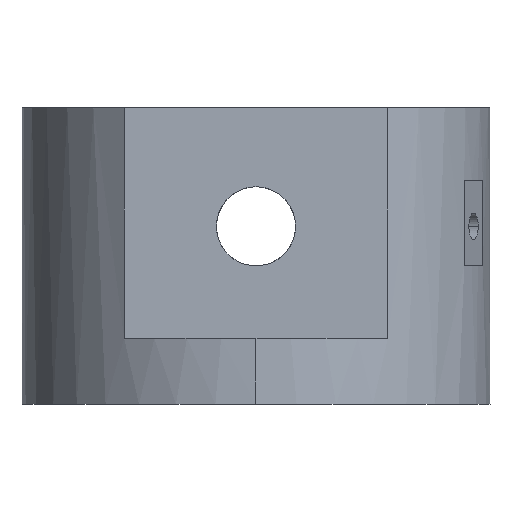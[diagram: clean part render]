
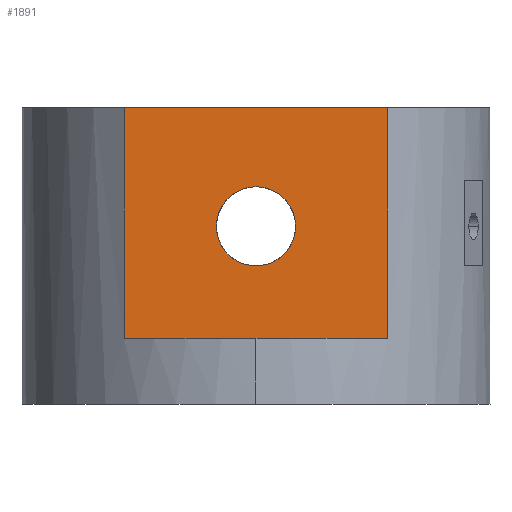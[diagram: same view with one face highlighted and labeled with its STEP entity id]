
A CAD part, left-side view. The second image highlights one B-rep face of the part: STEP entity #1891.
In plain terms, the highlighted planar face has unit normal (-1, 0, 0).
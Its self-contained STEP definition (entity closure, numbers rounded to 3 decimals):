
#21 = LINE ( 'NONE', #2026, #863 ) ;
#52 = CARTESIAN_POINT ( 'NONE',  ( -29.33, 20., 40. ) ) ;
#57 = ORIENTED_EDGE ( 'NONE', *, *, #760, .T. ) ;
#59 = LINE ( 'NONE', #1865, #2294 ) ;
#70 = EDGE_CURVE ( 'NONE', #1881, #1910, #2239, .T. ) ;
#111 = ORIENTED_EDGE ( 'NONE', *, *, #2015, .F. ) ;
#203 = CARTESIAN_POINT ( 'NONE',  ( -29.33, 20., 40. ) ) ;
#230 = DIRECTION ( 'NONE',  ( 0., -1., 0. ) ) ;
#234 = CARTESIAN_POINT ( 'NONE',  ( -29.33, -20., 40. ) ) ;
#309 = CARTESIAN_POINT ( 'NONE',  ( -29.33, 0., 22. ) ) ;
#505 = CARTESIAN_POINT ( 'NONE',  ( -29.33, 0., 16. ) ) ;
#536 = VERTEX_POINT ( 'NONE', #52 ) ;
#620 = VECTOR ( 'NONE', #2188, 1000. ) ;
#625 = DIRECTION ( 'NONE',  ( 0., 0., -1. ) ) ;
#654 = DIRECTION ( 'NONE',  ( -1., 0., 0. ) ) ;
#675 = CARTESIAN_POINT ( 'NONE',  ( -29.33, 0., 28. ) ) ;
#724 = EDGE_LOOP ( 'NONE', ( #111, #790 ) ) ;
#760 = EDGE_CURVE ( 'NONE', #1585, #1910, #59, .T. ) ;
#768 = CARTESIAN_POINT ( 'NONE',  ( -29.33, -20., 40. ) ) ;
#790 = ORIENTED_EDGE ( 'NONE', *, *, #1593, .F. ) ;
#798 = DIRECTION ( 'NONE',  ( 0., -1., 0. ) ) ;
#849 = CARTESIAN_POINT ( 'NONE',  ( -29.33, 0., 22. ) ) ;
#863 = VECTOR ( 'NONE', #230, 1000. ) ;
#985 = FACE_BOUND ( 'NONE', #724, .T. ) ;
#1045 = DIRECTION ( 'NONE',  ( -1., 0., 0. ) ) ;
#1108 = DIRECTION ( 'NONE',  ( 0., 0., -1. ) ) ;
#1118 = EDGE_LOOP ( 'NONE', ( #57, #2318, #2157, #1819 ) ) ;
#1132 = AXIS2_PLACEMENT_3D ( 'NONE', #309, #1045, #1266 ) ;
#1158 = CARTESIAN_POINT ( 'NONE',  ( -29.33, 0., 40. ) ) ;
#1197 = DIRECTION ( 'NONE',  ( 0., 0., 1. ) ) ;
#1218 = CARTESIAN_POINT ( 'NONE',  ( -29.33, -20., 5. ) ) ;
#1251 = AXIS2_PLACEMENT_3D ( 'NONE', #849, #654, #1197 ) ;
#1266 = DIRECTION ( 'NONE',  ( 0., 0., 1. ) ) ;
#1285 = VERTEX_POINT ( 'NONE', #505 ) ;
#1320 = EDGE_CURVE ( 'NONE', #536, #1585, #2226, .T. ) ;
#1401 = AXIS2_PLACEMENT_3D ( 'NONE', #1158, #1721, #625 ) ;
#1585 = VERTEX_POINT ( 'NONE', #2105 ) ;
#1593 = EDGE_CURVE ( 'NONE', #1285, #2232, #1823, .T. ) ;
#1715 = VECTOR ( 'NONE', #1108, 1000. ) ;
#1721 = DIRECTION ( 'NONE',  ( 1., 0., 0. ) ) ;
#1819 = ORIENTED_EDGE ( 'NONE', *, *, #1320, .T. ) ;
#1823 = CIRCLE ( 'NONE', #1251, 6. ) ;
#1865 = CARTESIAN_POINT ( 'NONE',  ( -29.33, 0., 5. ) ) ;
#1881 = VERTEX_POINT ( 'NONE', #234 ) ;
#1890 = PLANE ( 'NONE',  #1401 ) ;
#1891 = ADVANCED_FACE ( 'NONE', ( #985, #2056 ), #1890, .F. ) ;
#1910 = VERTEX_POINT ( 'NONE', #1218 ) ;
#2015 = EDGE_CURVE ( 'NONE', #2232, #1285, #2160, .T. ) ;
#2026 = CARTESIAN_POINT ( 'NONE',  ( -29.33, 0., 40. ) ) ;
#2056 = FACE_OUTER_BOUND ( 'NONE', #1118, .T. ) ;
#2094 = EDGE_CURVE ( 'NONE', #536, #1881, #21, .T. ) ;
#2105 = CARTESIAN_POINT ( 'NONE',  ( -29.33, 20., 5. ) ) ;
#2157 = ORIENTED_EDGE ( 'NONE', *, *, #2094, .F. ) ;
#2160 = CIRCLE ( 'NONE', #1132, 6. ) ;
#2188 = DIRECTION ( 'NONE',  ( 0., 0., -1. ) ) ;
#2226 = LINE ( 'NONE', #203, #1715 ) ;
#2232 = VERTEX_POINT ( 'NONE', #675 ) ;
#2239 = LINE ( 'NONE', #768, #620 ) ;
#2294 = VECTOR ( 'NONE', #798, 1000. ) ;
#2318 = ORIENTED_EDGE ( 'NONE', *, *, #70, .F. ) ;
